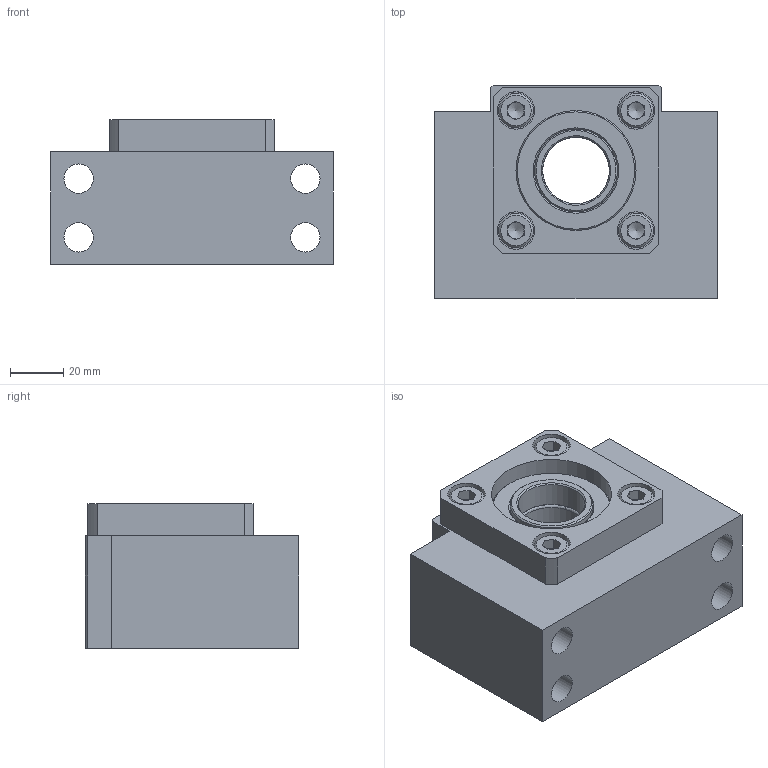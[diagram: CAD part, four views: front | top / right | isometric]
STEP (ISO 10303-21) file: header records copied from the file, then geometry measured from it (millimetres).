
FILE_DESCRIPTION (( 'STEP AP203' ), '1' );
FILE_NAME ('BK 25DS.STEP', '2014-11-16T23:37:04', ( 'john' ), ( '' ), 'SwSTEP 2.0', 'SolidWorks 2013', '' );
FILE_SCHEMA (( 'CONFIG_CONTROL_DESIGN' ));
Length unit declared in the file: millimetre
Products named in the file (7): BK 25DS COVER; BK 25DS COLLAR; socket head cap screw_am_B18.3.1M - 8 x 1.25 x 12 Hex SHCS -- 12NHX; BK 25DS BLOCK; BK 25OILSEAL; BK 25DS; 7205A
Assembly tree (12 placements, depth 2):
  BK 25DS
    BK 25DS BLOCK
    7205A  x2
    BK 25DS COLLAR  x2
    BK 25OILSEAL  x2
    BK 25DS COVER
    socket head cap screw_am_B18.3.1M - 8 x 1.25 x 12 Hex SHCS -- 12NHX  x4
Bounding box: 106 x 80 x 54 mm (x, y, z)
Volume: 290565.5 mm3; surface area: 89802.1 mm2
Topology: 14 solids, 14 shells, 266 faces, 683 edges, 459 vertices
Faces by surface type: plane 104, bspline 68, cylinder 56, cone 32, torus 6
Full cylindrical faces by diameter (mm): 7 x4, 8 x4, 9 x4, 11 x4, 13 x4, 14 x4, 17.5 x4, 25 x4, 30.407 x2, 31 x4, 34.45 x2, 42.55 x2, 45 x4, 46.593 x2, 52 x4
Entity records: 6686 total; most frequent: CARTESIAN_POINT 2767, ORIENTED_EDGE 602, DIRECTION 566, EDGE_CURVE 301, AXIS2_PLACEMENT_3D 248, VERTEX_POINT 237, EDGE_LOOP 234, FACE_OUTER_BOUND 156
